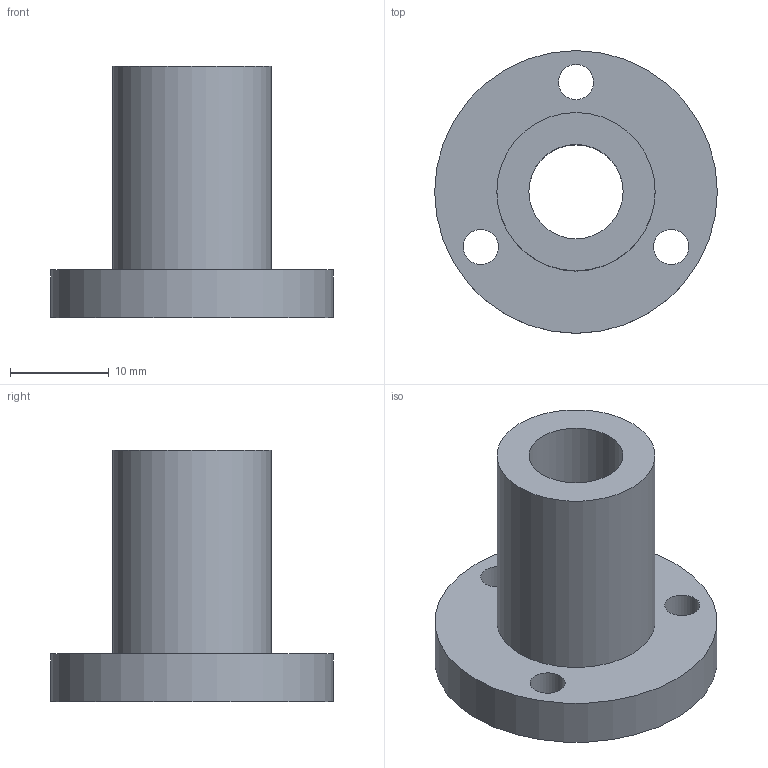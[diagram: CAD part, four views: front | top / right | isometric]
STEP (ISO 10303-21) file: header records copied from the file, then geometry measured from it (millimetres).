
FILE_DESCRIPTION(/* description */ (''),/* implementation_level */ '2;1');
FILE_NAME(/* name */ 'Ametek-BFWFSR-037-0068-18_BF6000.ipt.step',/* time_stamp */ '2014-01-01T17:39:03-08:00',/* author */ ('Philip'),/* organization */ (''),/* preprocessor_version */ 'ST-DEVELOPER v15.2',/* originating_system */ 'Autodesk Inventor 2014',/* authorisation */ '');
FILE_SCHEMA (('AUTOMOTIVE_DESIGN { 1 0 10303 214 3 1 1 }'));
Length unit declared in the file: inch
Products named in the file (1): Ametek-BFWFSR-037-0068-18_BF6000
Bounding box: 28.57 x 28.57 x 25.4 mm (x, y, z)
Volume: 5278.9 mm3; surface area: 3469.8 mm2
Topology: 1 solids, 1 shells, 9 faces, 18 edges, 12 vertices
Faces by surface type: cylinder 6, plane 3
Full cylindrical faces by diameter (mm): 3.556 x3, 9.525 x1, 16.002 x1, 28.575 x1
Entity records: 258 total; most frequent: DIRECTION 44, CARTESIAN_POINT 34, EDGE_LOOP 24, ORIENTED_EDGE 24, AXIS2_PLACEMENT_3D 22, FACE_BOUND 15, CIRCLE 12, VERTEX_POINT 12
